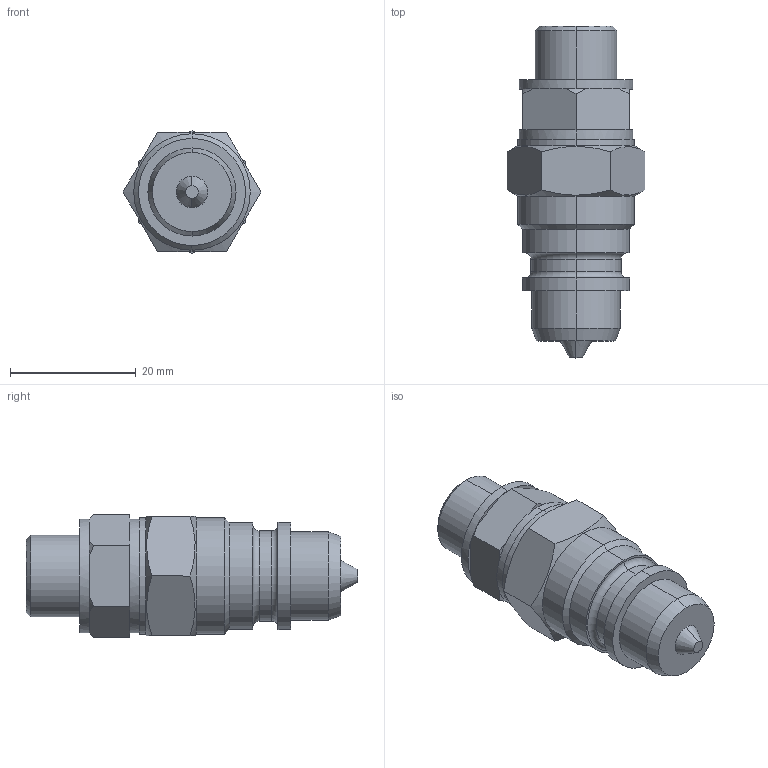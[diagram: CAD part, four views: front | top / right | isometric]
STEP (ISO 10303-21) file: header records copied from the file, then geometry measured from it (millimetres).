
FILE_DESCRIPTION (( 'STEP AP214' ), '1' );
FILE_NAME ('952 196 Hydr.-Steck-Kupplung VT. HA5012.STEP', '2015-04-09T13:54:42', ( 'stark' ), ( '' ), 'SwSTEP 2.0', 'SolidWorks 2015', '' );
FILE_SCHEMA (( 'AUTOMOTIVE_DESIGN' ));
Length unit declared in the file: millimetre
Products named in the file (1): 952 196 Hydr.-Steck-Kupplung VT. HA5012
Bounding box: 21.9 x 52.7 x 19.5 mm (x, y, z)
Volume: 9890.1 mm3; surface area: 3815.3 mm2
Topology: 1 solids, 1 shells, 88 faces, 193 edges, 114 vertices
Faces by surface type: plane 39, cylinder 24, cone 21, torus 4
Entity records: 2553 total; most frequent: CARTESIAN_POINT 576, DIRECTION 433, ORIENTED_EDGE 386, EDGE_CURVE 193, AXIS2_PLACEMENT_3D 179, VERTEX_POINT 114, EDGE_LOOP 95, CIRCLE 90
